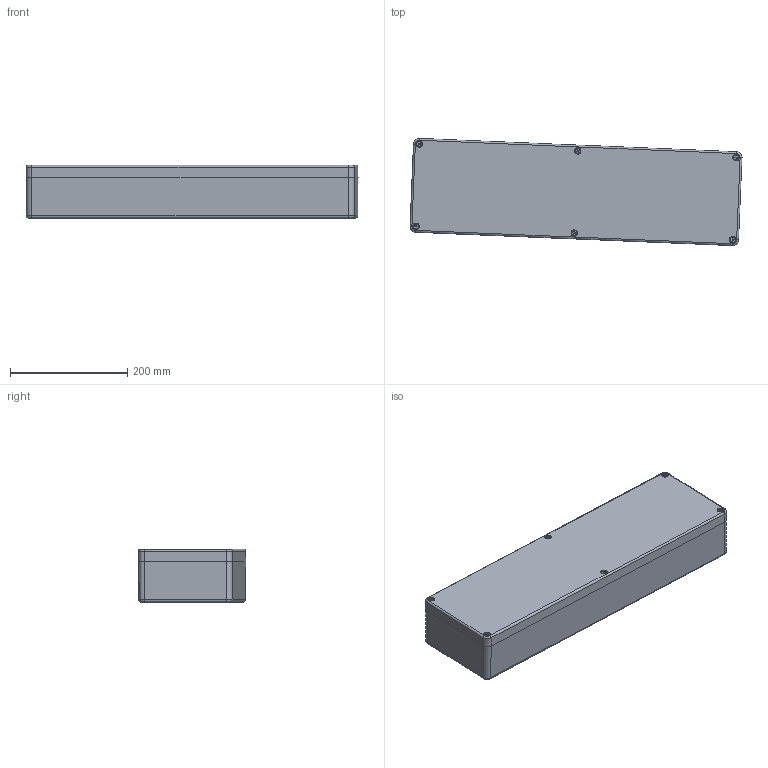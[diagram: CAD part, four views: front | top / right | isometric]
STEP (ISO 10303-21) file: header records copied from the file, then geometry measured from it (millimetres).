
FILE_DESCRIPTION(/* description */ (''),/* implementation_level */ '2;1');
FILE_NAME(/* name */ '07561609010-RST.stp',/* time_stamp */ '2021-09-02T14:39:11+02:00',/* author */ ('sl'),/* organization */ (''),/* preprocessor_version */ 'ST-DEVELOPER v16.5',/* originating_system */ 'Autodesk Inventor 2017',/* authorisation */ '');
FILE_SCHEMA (('AUTOMOTIVE_DESIGN { 1 0 10303 214 3 1 1 }'));
Length unit declared in the file: millimetre
Products named in the file (4): Polyester-Gehäuse-19-BG-0001-07_561609_010; _ROSE 02.16 56 09_C; _ROSE 02.16 56 09_H; _ROSE 02.16 56 09_S
Assembly tree (8 placements, depth 2):
  Polyester-Gehäuse-19-BG-0001-07_561609_010
    _ROSE 02.16 56 09_C
    _ROSE 02.16 56 09_H
    _ROSE 02.16 56 09_S  x6
Bounding box: 565.39 x 182.56 x 91 mm (x, y, z)
Volume: 1844931.8 mm3; surface area: 622635.2 mm2
Topology: 8 solids, 8 shells, 505 faces, 1260 edges, 800 vertices
Faces by surface type: plane 239, cone 122, cylinder 106, torus 26, bspline 12
Full cylindrical faces by diameter (mm): 4.917 x12, 5.3 x6, 5.317 x6, 6 x6
Entity records: 10798 total; most frequent: DIRECTION 1972, CARTESIAN_POINT 1877, ORIENTED_EDGE 1644, EDGE_CURVE 822, AXIS2_PLACEMENT_3D 775, VERTEX_POINT 572, EDGE_LOOP 514, LINE 422
